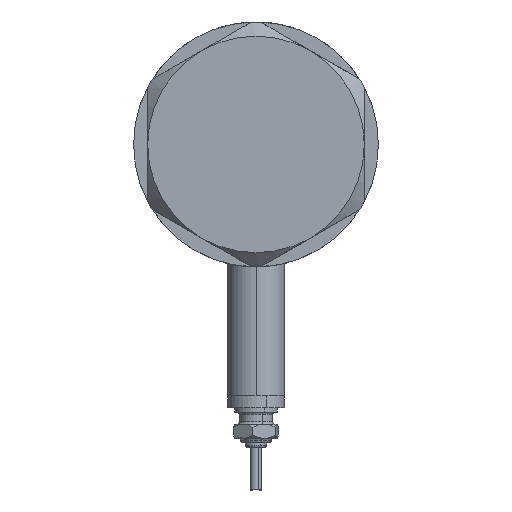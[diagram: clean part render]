
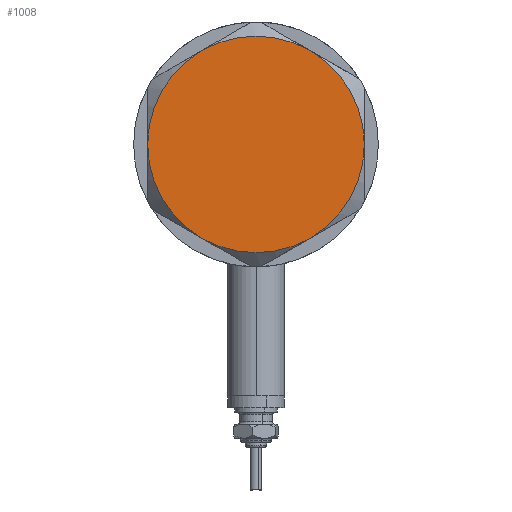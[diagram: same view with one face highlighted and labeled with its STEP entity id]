
A CAD part, left-side view. The second image highlights one B-rep face of the part: STEP entity #1008.
In plain terms, the highlighted face is planar.
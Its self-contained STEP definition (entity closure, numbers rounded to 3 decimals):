
#73 = VERTEX_POINT ( 'NONE', #1311 ) ;
#78 = CARTESIAN_POINT ( 'NONE',  ( 0., 0., 9. ) ) ;
#169 = AXIS2_PLACEMENT_3D ( 'NONE', #5269, #4758, #5812 ) ;
#181 = DIRECTION ( 'NONE',  ( 1., 0., 0. ) ) ;
#217 = CARTESIAN_POINT ( 'NONE',  ( -11.5, -19.919, 9. ) ) ;
#311 = EDGE_CURVE ( 'NONE', #73, #2629, #4326, .T. ) ;
#334 = DIRECTION ( 'NONE',  ( 1., 0., 0. ) ) ;
#416 = ORIENTED_EDGE ( 'NONE', *, *, #311, .T. ) ;
#558 = DIRECTION ( 'NONE',  ( 0., 0., 1. ) ) ;
#647 = EDGE_CURVE ( 'NONE', #4857, #6204, #4332, .T. ) ;
#661 = DIRECTION ( 'NONE',  ( 0., 0., 1. ) ) ;
#762 = CARTESIAN_POINT ( 'NONE',  ( 11.5, 19.919, 9. ) ) ;
#796 = VERTEX_POINT ( 'NONE', #3349 ) ;
#911 = CARTESIAN_POINT ( 'NONE',  ( 0., 0., 9. ) ) ;
#1008 = ADVANCED_FACE ( 'NONE', ( #4978 ), #1603, .T. ) ;
#1163 = AXIS2_PLACEMENT_3D ( 'NONE', #3891, #5322, #3428 ) ;
#1311 = CARTESIAN_POINT ( 'NONE',  ( -23., 0., 9. ) ) ;
#1603 = PLANE ( 'NONE',  #2304 ) ;
#1648 = EDGE_CURVE ( 'NONE', #5785, #73, #3037, .T. ) ;
#2041 = DIRECTION ( 'NONE',  ( 1., 0., 0. ) ) ;
#2237 = DIRECTION ( 'NONE',  ( 0., 0., 1. ) ) ;
#2304 = AXIS2_PLACEMENT_3D ( 'NONE', #2635, #558, #2041 ) ;
#2458 = DIRECTION ( 'NONE',  ( 1., 0., 0. ) ) ;
#2490 = ORIENTED_EDGE ( 'NONE', *, *, #3818, .T. ) ;
#2526 = CIRCLE ( 'NONE', #6291, 23. ) ;
#2629 = VERTEX_POINT ( 'NONE', #217 ) ;
#2635 = CARTESIAN_POINT ( 'NONE',  ( 0., 0., 9. ) ) ;
#2938 = CARTESIAN_POINT ( 'NONE',  ( 23., 0., 9. ) ) ;
#2942 = EDGE_CURVE ( 'NONE', #6204, #5785, #2526, .T. ) ;
#3027 = ORIENTED_EDGE ( 'NONE', *, *, #647, .T. ) ;
#3037 = CIRCLE ( 'NONE', #3344, 23. ) ;
#3308 = EDGE_LOOP ( 'NONE', ( #2490, #3027, #5663, #4496, #416, #5513 ) ) ;
#3344 = AXIS2_PLACEMENT_3D ( 'NONE', #4661, #2237, #4694 ) ;
#3349 = CARTESIAN_POINT ( 'NONE',  ( 11.5, -19.919, 9. ) ) ;
#3428 = DIRECTION ( 'NONE',  ( 1., 0., 0. ) ) ;
#3488 = EDGE_CURVE ( 'NONE', #2629, #796, #5284, .T. ) ;
#3656 = CIRCLE ( 'NONE', #169, 23. ) ;
#3818 = EDGE_CURVE ( 'NONE', #796, #4857, #3656, .T. ) ;
#3891 = CARTESIAN_POINT ( 'NONE',  ( 0., 0., 9. ) ) ;
#4326 = CIRCLE ( 'NONE', #4530, 23. ) ;
#4332 = CIRCLE ( 'NONE', #1163, 23. ) ;
#4496 = ORIENTED_EDGE ( 'NONE', *, *, #1648, .T. ) ;
#4530 = AXIS2_PLACEMENT_3D ( 'NONE', #78, #661, #181 ) ;
#4661 = CARTESIAN_POINT ( 'NONE',  ( 0., 0., 9. ) ) ;
#4694 = DIRECTION ( 'NONE',  ( 1., 0., 0. ) ) ;
#4758 = DIRECTION ( 'NONE',  ( 0., 0., 1. ) ) ;
#4771 = DIRECTION ( 'NONE',  ( 0., 0., 1. ) ) ;
#4857 = VERTEX_POINT ( 'NONE', #2938 ) ;
#4904 = DIRECTION ( 'NONE',  ( 0., 0., 1. ) ) ;
#4978 = FACE_OUTER_BOUND ( 'NONE', #3308, .T. ) ;
#5269 = CARTESIAN_POINT ( 'NONE',  ( 0., 0., 9. ) ) ;
#5284 = CIRCLE ( 'NONE', #6202, 23. ) ;
#5322 = DIRECTION ( 'NONE',  ( 0., 0., 1. ) ) ;
#5513 = ORIENTED_EDGE ( 'NONE', *, *, #3488, .T. ) ;
#5663 = ORIENTED_EDGE ( 'NONE', *, *, #2942, .T. ) ;
#5757 = CARTESIAN_POINT ( 'NONE',  ( 0., 0., 9. ) ) ;
#5785 = VERTEX_POINT ( 'NONE', #6054 ) ;
#5812 = DIRECTION ( 'NONE',  ( 1., 0., 0. ) ) ;
#6054 = CARTESIAN_POINT ( 'NONE',  ( -11.5, 19.919, 9. ) ) ;
#6202 = AXIS2_PLACEMENT_3D ( 'NONE', #5757, #4771, #334 ) ;
#6204 = VERTEX_POINT ( 'NONE', #762 ) ;
#6291 = AXIS2_PLACEMENT_3D ( 'NONE', #911, #4904, #2458 ) ;
